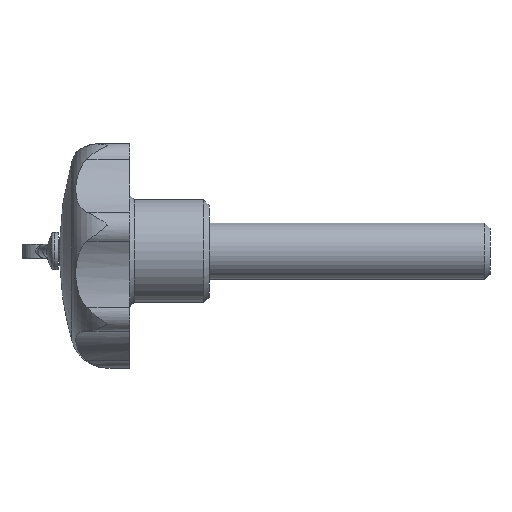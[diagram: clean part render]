
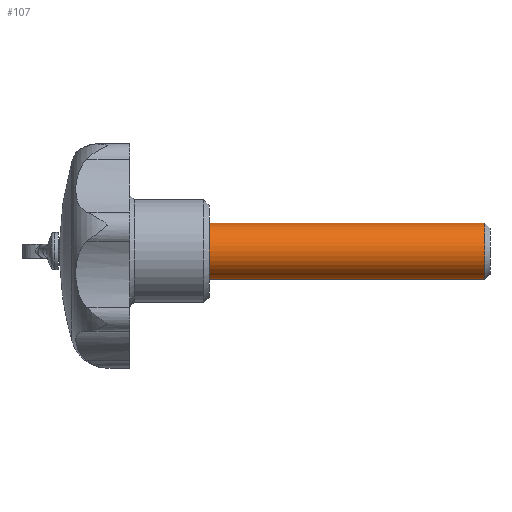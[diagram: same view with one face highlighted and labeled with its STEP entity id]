
A CAD part, left-side view. The second image highlights one B-rep face of the part: STEP entity #107.
In plain terms, the highlighted cylindrical face has radius 6 mm (diameter 12 mm), a full revolution.
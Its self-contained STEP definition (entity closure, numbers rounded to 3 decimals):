
#107 = ADVANCED_FACE( '', ( #257, #258 ), #259, .T. );
#257 = FACE_OUTER_BOUND( '', #455, .T. );
#258 = FACE_OUTER_BOUND( '', #456, .T. );
#259 = CYLINDRICAL_SURFACE( '', #457, 6. );
#455 = EDGE_LOOP( '', ( #744 ) );
#456 = EDGE_LOOP( '', ( #745 ) );
#457 = AXIS2_PLACEMENT_3D( '', #746, #747, #748 );
#744 = ORIENTED_EDGE( '', *, *, #1187, .F. );
#745 = ORIENTED_EDGE( '', *, *, #1188, .T. );
#746 = CARTESIAN_POINT( '', ( 0., -60., 0. ) );
#747 = DIRECTION( '', ( 0., 1., 0. ) );
#748 = DIRECTION( '', ( 0., 0., -1. ) );
#1187 = EDGE_CURVE( '', #1449, #1449, #1450, .T. );
#1188 = EDGE_CURVE( '', #1451, #1451, #1452, .T. );
#1449 = VERTEX_POINT( '', #1946 );
#1450 = CIRCLE( '', #1947, 6. );
#1451 = VERTEX_POINT( '', #1948 );
#1452 = CIRCLE( '', #1949, 6. );
#1946 = CARTESIAN_POINT( '', ( 0., -58.927, -6. ) );
#1947 = AXIS2_PLACEMENT_3D( '', #2542, #2543, #2544 );
#1948 = CARTESIAN_POINT( '', ( 0., 0., -6. ) );
#1949 = AXIS2_PLACEMENT_3D( '', #2545, #2546, #2547 );
#2542 = CARTESIAN_POINT( '', ( 0., -58.927, 0. ) );
#2543 = DIRECTION( '', ( 0., -1., 0. ) );
#2544 = DIRECTION( '', ( 0., 0., -1. ) );
#2545 = CARTESIAN_POINT( '', ( 0., 0., 0. ) );
#2546 = DIRECTION( '', ( 0., -1., 0. ) );
#2547 = DIRECTION( '', ( 0., 0., -1. ) );
